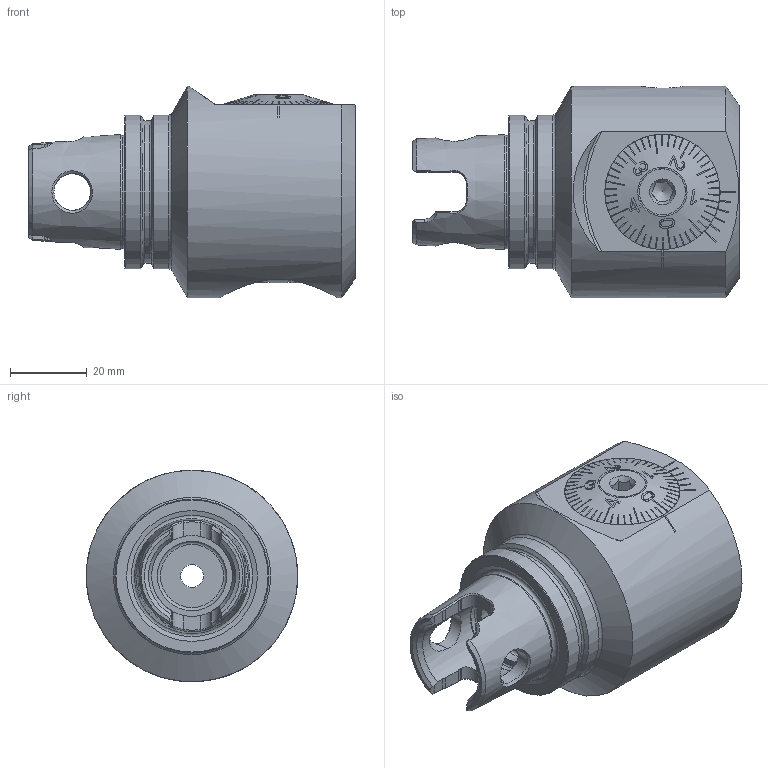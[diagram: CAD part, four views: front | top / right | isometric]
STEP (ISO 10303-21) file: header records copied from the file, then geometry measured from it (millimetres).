
FILE_DESCRIPTION (( 'STEP AP214' ), '1' );
FILE_NAME ('KM4.A55.AA4.060.STEP', '2020-08-13T13:33:56', ( '' ), ( '' ), 'SwSTEP 2.0', 'SolidWorks 2017', '' );
FILE_SCHEMA (( 'AUTOMOTIVE_DESIGN' ));
Length unit declared in the file: millimetre
Products named in the file (15): ISO 4026 - M10 x 16_PreviewCfg; Klebstoff D10; A55-BG2.012.006_B; ISO 4026 - M10 x 8; KM4-A55.AA3.060_A_Fertigbearbeitung; A55-BG3.011.033_A_gek〉zt; A55-BG1.012.007_C; WCB-ER2.001.009_A; A55-BG1.DA3.041_A; A55-BG1.AA4.041; A55-BG2.011.016_D; KM4.A55.AA4.060; DIN 3771 - 25x1.5; A55-BG2.014.007_A_mit Gewinde; A55-BG2.013.005_C
Assembly tree (15 placements, depth 3):
  KM4.A55.AA4.060
    KM4-A55.AA3.060_A_Fertigbearbeitung
    A55-BG3.011.033_A_gek〉zt
    ISO 4026 - M10 x 8
    WCB-ER2.001.009_A
    Klebstoff D10
    A55-BG1.AA4.041
      A55-BG1.DA3.041_A
      A55-BG1.012.007_C
      A55-BG2.011.016_D
      A55-BG2.013.005_C
      DIN 3771 - 25x1.5
      A55-BG2.014.007_A_mit Gewinde
      A55-BG2.012.006_B
      ISO 4026 - M10 x 16_PreviewCfg  x2
Bounding box: 84.95 x 54.99 x 55 mm (x, y, z)
Volume: 109314.5 mm3; surface area: 38173.4 mm2
Topology: 14 solids, 14 shells, 650 faces, 1706 edges, 1102 vertices
Faces by surface type: plane 334, cone 120, cylinder 98, bspline 68, torus 29, sphere 1
Full cylindrical faces by diameter (mm): 1.6 x1, 3.3 x1, 4 x1, 4.2 x1, 5.25 x1, 6 x1, 8 x2, 8.5 x3, 9.95 x1, 10 x5, 11.4 x1, 11.5 x1, 11.6 x1, 11.95 x1, 12 x3, 12.4 x1, 14 x2, 14.2 x1, 16 x1, 18 x2, 20 x1, 21.05 x1, 21.87 x1, 22 x1, 25 x3, 29.9 x1, 29.98 x1, 30 x3, 36.95 x1, 39.95 x2
Entity records: 30532 total; most frequent: CARTESIAN_POINT 12761, ORIENTED_EDGE 3040, DIRECTION 2371, EDGE_CURVE 1520, VERTEX_POINT 1051, AXIS2_PLACEMENT_3D 913, EDGE_LOOP 811, FACE_OUTER_BOUND 715
